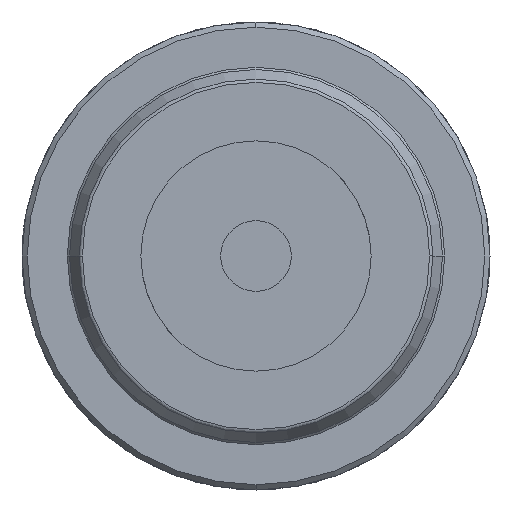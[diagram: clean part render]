
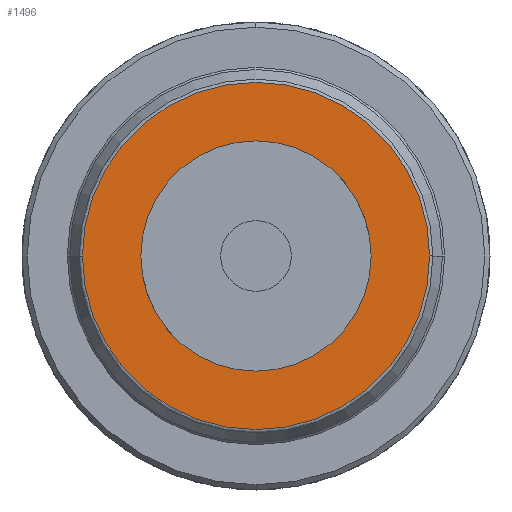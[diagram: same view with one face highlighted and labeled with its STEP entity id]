
A CAD part, front view. The second image highlights one B-rep face of the part: STEP entity #1496.
In plain terms, the highlighted planar face has unit normal (0, -1, 0).
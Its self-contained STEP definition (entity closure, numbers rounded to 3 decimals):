
#2=CARTESIAN_POINT('',(0.,-63.,0.));
#3=DIRECTION('',(0.,1.,0.));
#4=DIRECTION('',(1.,0.,0.));
#5=AXIS2_PLACEMENT_3D('',#2,#3,#4);
#7=CARTESIAN_POINT('',(0.,-63.,0.));
#8=DIRECTION('',(0.,-1.,0.));
#9=DIRECTION('',(1.,0.,0.));
#10=AXIS2_PLACEMENT_3D('',#7,#8,#9);
#17=CARTESIAN_POINT('',(0.,-63.,0.));
#18=DIRECTION('',(0.,1.,0.));
#19=DIRECTION('',(-1.,0.,0.));
#20=AXIS2_PLACEMENT_3D('',#17,#18,#19);
#50=CARTESIAN_POINT('',(0.,-63.,0.));
#51=DIRECTION('',(0.,1.,0.));
#52=DIRECTION('',(1.,0.,0.));
#53=AXIS2_PLACEMENT_3D('',#50,#51,#52);
#1419=CARTESIAN_POINT('',(-23.368,-63.,0.));
#1420=CARTESIAN_POINT('',(23.368,-63.,0.));
#1421=VERTEX_POINT('',#1419);
#1422=VERTEX_POINT('',#1420);
#1439=CARTESIAN_POINT('',(15.5,-63.,0.));
#1440=CARTESIAN_POINT('',(-15.5,-63.,0.));
#1441=VERTEX_POINT('',#1439);
#1442=VERTEX_POINT('',#1440);
#1479=CARTESIAN_POINT('',(0.,-63.,0.));
#1480=DIRECTION('',(0.,-1.,0.));
#1481=DIRECTION('',(-0.707,0.,-0.707));
#1482=AXIS2_PLACEMENT_3D('',#1479,#1480,#1481);
#1483=PLANE('',#1482);
#1485=ORIENTED_EDGE('',*,*,#1484,.T.);
#1487=ORIENTED_EDGE('',*,*,#1486,.T.);
#1488=EDGE_LOOP('',(#1485,#1487));
#1489=FACE_OUTER_BOUND('',#1488,.F.);
#1491=ORIENTED_EDGE('',*,*,#1490,.F.);
#1493=ORIENTED_EDGE('',*,*,#1492,.T.);
#1494=EDGE_LOOP('',(#1491,#1493));
#1495=FACE_BOUND('',#1494,.F.);
#1496=ADVANCED_FACE('',(#1489,#1495),#1483,.T.);
#6=CIRCLE('',#5,15.5);
#11=CIRCLE('',#10,15.5);
#21=CIRCLE('',#20,23.368);
#54=CIRCLE('',#53,23.368);
#1484=EDGE_CURVE('',#1421,#1422,#21,.T.);
#1486=EDGE_CURVE('',#1422,#1421,#54,.T.);
#1490=EDGE_CURVE('',#1441,#1442,#6,.T.);
#1492=EDGE_CURVE('',#1441,#1442,#11,.T.);
